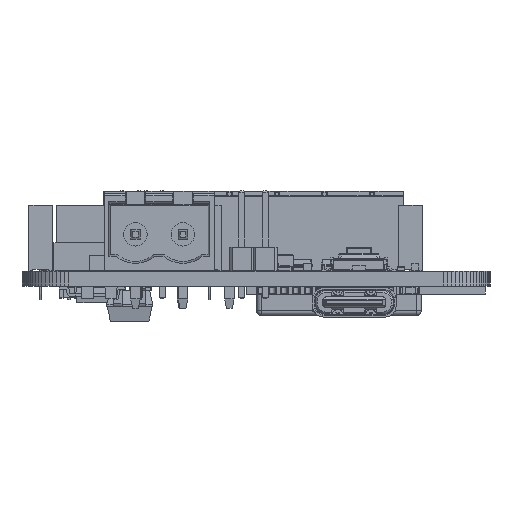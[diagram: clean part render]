
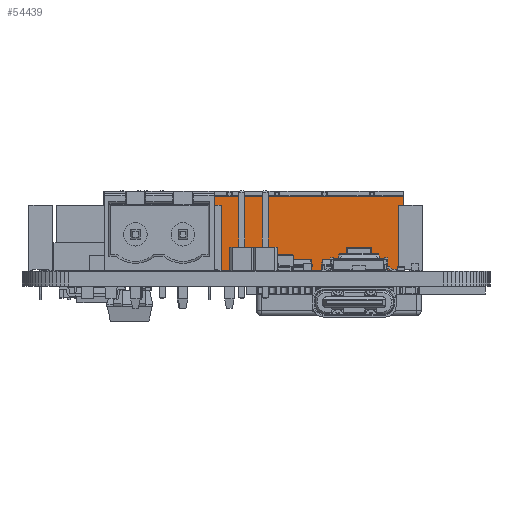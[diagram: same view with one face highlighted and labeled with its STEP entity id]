
A CAD part, left-side view. The second image highlights one B-rep face of the part: STEP entity #54439.
In plain terms, the highlighted face is planar.
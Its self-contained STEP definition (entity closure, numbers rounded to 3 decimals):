
#54439 = ADVANCED_FACE('',(#54440),#54454,.F.);
#54440 = FACE_BOUND('',#54441,.F.);
#54441 = EDGE_LOOP('',(#54442,#54477,#54505,#54533));
#54442 = ORIENTED_EDGE('',*,*,#54443,.T.);
#54443 = EDGE_CURVE('',#54444,#54446,#54448,.T.);
#54444 = VERTEX_POINT('',#54445);
#54445 = CARTESIAN_POINT('',(20.9,8.,-3.34));
#54446 = VERTEX_POINT('',#54447);
#54447 = CARTESIAN_POINT('',(20.9,0.,-3.34));
#54448 = SURFACE_CURVE('',#54449,(#54453,#54465),.PCURVE_S1.);
#54449 = LINE('',#54450,#54451);
#54450 = CARTESIAN_POINT('',(20.9,8.036,-3.34));
#54451 = VECTOR('',#54452,1.);
#54452 = DIRECTION('',(-0.,-1.,-0.));
#54453 = PCURVE('',#54454,#54459);
#54454 = PLANE('',#54455);
#54455 = AXIS2_PLACEMENT_3D('',#54456,#54457,#54458);
#54456 = CARTESIAN_POINT('',(20.9,0.,2.54));
#54457 = DIRECTION('',(-1.,0.,0.));
#54458 = DIRECTION('',(0.,-1.,0.));
#54459 = DEFINITIONAL_REPRESENTATION('',(#54460),#54464);
#54460 = LINE('',#54461,#54462);
#54461 = CARTESIAN_POINT('',(-8.036,-5.88));
#54462 = VECTOR('',#54463,1.);
#54463 = DIRECTION('',(1.,0.));
#54464 = ( GEOMETRIC_REPRESENTATION_CONTEXT(2) 
PARAMETRIC_REPRESENTATION_CONTEXT() REPRESENTATION_CONTEXT('2D SPACE',''
  ) );
#54465 = PCURVE('',#54466,#54471);
#54466 = PLANE('',#54467);
#54467 = AXIS2_PLACEMENT_3D('',#54468,#54469,#54470);
#54468 = CARTESIAN_POINT('',(9.1,8.036,-3.34));
#54469 = DIRECTION('',(0.,0.,-1.));
#54470 = DIRECTION('',(-1.,0.,-0.));
#54471 = DEFINITIONAL_REPRESENTATION('',(#54472),#54476);
#54472 = LINE('',#54473,#54474);
#54473 = CARTESIAN_POINT('',(-11.8,0.));
#54474 = VECTOR('',#54475,1.);
#54475 = DIRECTION('',(0.,-1.));
#54476 = ( GEOMETRIC_REPRESENTATION_CONTEXT(2) 
PARAMETRIC_REPRESENTATION_CONTEXT() REPRESENTATION_CONTEXT('2D SPACE',''
  ) );
#54477 = ORIENTED_EDGE('',*,*,#54478,.F.);
#54478 = EDGE_CURVE('',#54479,#54446,#54481,.T.);
#54479 = VERTEX_POINT('',#54480);
#54480 = CARTESIAN_POINT('',(20.9,0.,28.74));
#54481 = SURFACE_CURVE('',#54482,(#54486,#54493),.PCURVE_S1.);
#54482 = LINE('',#54483,#54484);
#54483 = CARTESIAN_POINT('',(20.9,0.,2.54));
#54484 = VECTOR('',#54485,1.);
#54485 = DIRECTION('',(-0.,-0.,-1.));
#54486 = PCURVE('',#54454,#54487);
#54487 = DEFINITIONAL_REPRESENTATION('',(#54488),#54492);
#54488 = LINE('',#54489,#54490);
#54489 = CARTESIAN_POINT('',(0.,0.));
#54490 = VECTOR('',#54491,1.);
#54491 = DIRECTION('',(0.,-1.));
#54492 = ( GEOMETRIC_REPRESENTATION_CONTEXT(2) 
PARAMETRIC_REPRESENTATION_CONTEXT() REPRESENTATION_CONTEXT('2D SPACE',''
  ) );
#54493 = PCURVE('',#54494,#54499);
#54494 = PLANE('',#54495);
#54495 = AXIS2_PLACEMENT_3D('',#54496,#54497,#54498);
#54496 = CARTESIAN_POINT('',(8.9,0.,2.54));
#54497 = DIRECTION('',(0.,1.,-0.));
#54498 = DIRECTION('',(-1.,0.,0.));
#54499 = DEFINITIONAL_REPRESENTATION('',(#54500),#54504);
#54500 = LINE('',#54501,#54502);
#54501 = CARTESIAN_POINT('',(-12.,0.));
#54502 = VECTOR('',#54503,1.);
#54503 = DIRECTION('',(0.,-1.));
#54504 = ( GEOMETRIC_REPRESENTATION_CONTEXT(2) 
PARAMETRIC_REPRESENTATION_CONTEXT() REPRESENTATION_CONTEXT('2D SPACE',''
  ) );
#54505 = ORIENTED_EDGE('',*,*,#54506,.F.);
#54506 = EDGE_CURVE('',#54507,#54479,#54509,.T.);
#54507 = VERTEX_POINT('',#54508);
#54508 = CARTESIAN_POINT('',(20.9,8.,28.74));
#54509 = SURFACE_CURVE('',#54510,(#54514,#54521),.PCURVE_S1.);
#54510 = LINE('',#54511,#54512);
#54511 = CARTESIAN_POINT('',(20.9,8.036,28.74));
#54512 = VECTOR('',#54513,1.);
#54513 = DIRECTION('',(-0.,-1.,-0.));
#54514 = PCURVE('',#54454,#54515);
#54515 = DEFINITIONAL_REPRESENTATION('',(#54516),#54520);
#54516 = LINE('',#54517,#54518);
#54517 = CARTESIAN_POINT('',(-8.036,26.2));
#54518 = VECTOR('',#54519,1.);
#54519 = DIRECTION('',(1.,0.));
#54520 = ( GEOMETRIC_REPRESENTATION_CONTEXT(2) 
PARAMETRIC_REPRESENTATION_CONTEXT() REPRESENTATION_CONTEXT('2D SPACE',''
  ) );
#54521 = PCURVE('',#54522,#54527);
#54522 = PLANE('',#54523);
#54523 = AXIS2_PLACEMENT_3D('',#54524,#54525,#54526);
#54524 = CARTESIAN_POINT('',(9.1,8.036,28.74));
#54525 = DIRECTION('',(0.,0.,1.));
#54526 = DIRECTION('',(-1.,0.,0.));
#54527 = DEFINITIONAL_REPRESENTATION('',(#54528),#54532);
#54528 = LINE('',#54529,#54530);
#54529 = CARTESIAN_POINT('',(-11.8,0.));
#54530 = VECTOR('',#54531,1.);
#54531 = DIRECTION('',(0.,1.));
#54532 = ( GEOMETRIC_REPRESENTATION_CONTEXT(2) 
PARAMETRIC_REPRESENTATION_CONTEXT() REPRESENTATION_CONTEXT('2D SPACE',''
  ) );
#54533 = ORIENTED_EDGE('',*,*,#54534,.T.);
#54534 = EDGE_CURVE('',#54507,#54444,#54535,.T.);
#54535 = SURFACE_CURVE('',#54536,(#54540,#54547),.PCURVE_S1.);
#54536 = LINE('',#54537,#54538);
#54537 = CARTESIAN_POINT('',(20.9,8.,2.54));
#54538 = VECTOR('',#54539,1.);
#54539 = DIRECTION('',(-0.,-0.,-1.));
#54540 = PCURVE('',#54454,#54541);
#54541 = DEFINITIONAL_REPRESENTATION('',(#54542),#54546);
#54542 = LINE('',#54543,#54544);
#54543 = CARTESIAN_POINT('',(-8.,0.));
#54544 = VECTOR('',#54545,1.);
#54545 = DIRECTION('',(0.,-1.));
#54546 = ( GEOMETRIC_REPRESENTATION_CONTEXT(2) 
PARAMETRIC_REPRESENTATION_CONTEXT() REPRESENTATION_CONTEXT('2D SPACE',''
  ) );
#54547 = PCURVE('',#54548,#54553);
#54548 = PLANE('',#54549);
#54549 = AXIS2_PLACEMENT_3D('',#54550,#54551,#54552);
#54550 = CARTESIAN_POINT('',(20.9,8.,2.54));
#54551 = DIRECTION('',(-0.006,-1.,0.));
#54552 = DIRECTION('',(1.,-0.006,0.));
#54553 = DEFINITIONAL_REPRESENTATION('',(#54554),#54558);
#54554 = LINE('',#54555,#54556);
#54555 = CARTESIAN_POINT('',(0.,0.));
#54556 = VECTOR('',#54557,1.);
#54557 = DIRECTION('',(0.,-1.));
#54558 = ( GEOMETRIC_REPRESENTATION_CONTEXT(2) 
PARAMETRIC_REPRESENTATION_CONTEXT() REPRESENTATION_CONTEXT('2D SPACE',''
  ) );
